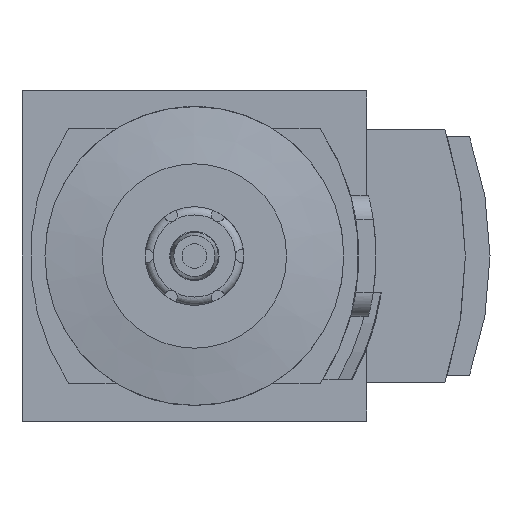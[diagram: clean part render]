
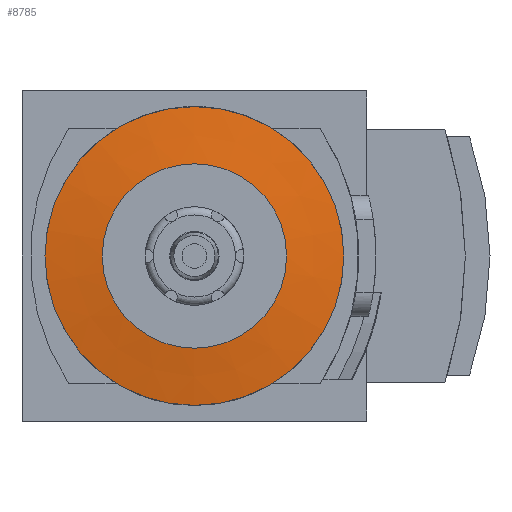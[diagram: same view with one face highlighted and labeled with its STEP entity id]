
A CAD part, front view. The second image highlights one B-rep face of the part: STEP entity #8785.
In plain terms, the highlighted conical face has half-angle 82 degrees and reference radius 18.2 mm.
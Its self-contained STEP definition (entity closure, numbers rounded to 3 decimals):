
#51=CONICAL_SURFACE('',#9299,18.2,1.431);
#2626=ORIENTED_EDGE('',*,*,#4217,.F.);
#2627=ORIENTED_EDGE('',*,*,#4222,.T.);
#4217=EDGE_CURVE('',#5035,#5035,#5350,.T.);
#4222=EDGE_CURVE('',#5040,#5040,#5353,.T.);
#5035=VERTEX_POINT('',#12850);
#5040=VERTEX_POINT('',#12862);
#5350=CIRCLE('',#9295,11.227);
#5353=CIRCLE('',#9300,18.2);
#5625=EDGE_LOOP('',(#2626));
#5626=EDGE_LOOP('',(#2627));
#6055=FACE_BOUND('',#5625,.T.);
#6056=FACE_BOUND('',#5626,.T.);
#8785=ADVANCED_FACE('',(#6055,#6056),#51,.T.);
#9295=AXIS2_PLACEMENT_3D('',#12849,#10585,#10586);
#9299=AXIS2_PLACEMENT_3D('',#12860,#10595,#10596);
#9300=AXIS2_PLACEMENT_3D('',#12861,#10597,#10598);
#10585=DIRECTION('',(0.,-1.,0.));
#10586=DIRECTION('',(0.,0.,-1.));
#10595=DIRECTION('',(0.,1.,0.));
#10596=DIRECTION('',(0.,0.,1.));
#10597=DIRECTION('',(0.,-1.,0.));
#10598=DIRECTION('',(0.,0.,-1.));
#12849=CARTESIAN_POINT('',(0.,-131.2,0.));
#12850=CARTESIAN_POINT('',(0.,-131.2,-11.227));
#12860=CARTESIAN_POINT('',(0.,-130.22,0.));
#12861=CARTESIAN_POINT('',(0.,-130.22,0.));
#12862=CARTESIAN_POINT('',(0.,-130.22,-18.2));
